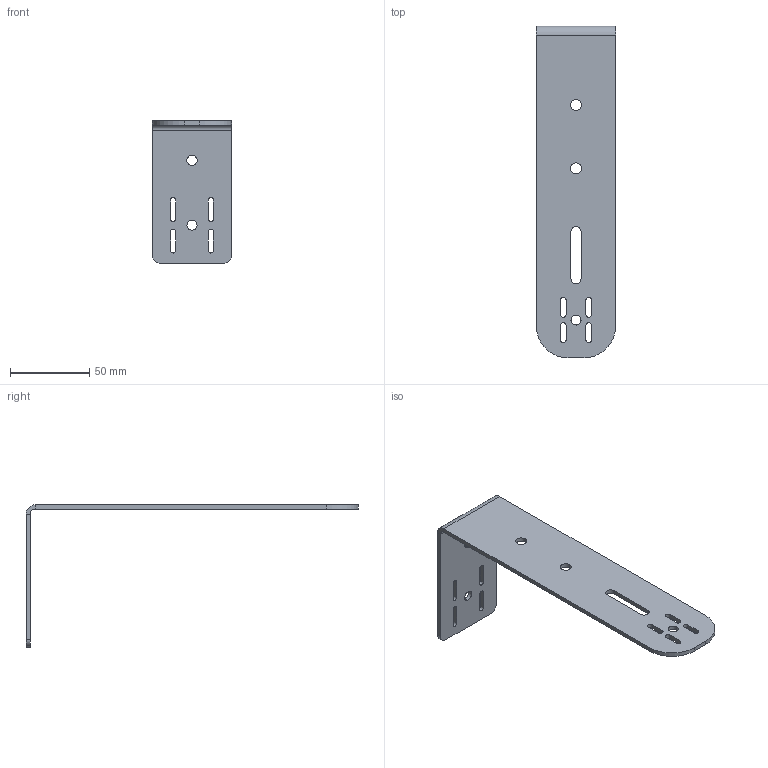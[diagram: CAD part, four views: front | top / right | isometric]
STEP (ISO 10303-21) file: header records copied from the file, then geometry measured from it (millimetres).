
FILE_DESCRIPTION (( 'STEP AP203' ), '1' );
FILE_NAME ('OUTER ENCODER MOUNT- PERMOBIL M3.STEP', '2023-06-05T19:36:48', ( '' ), ( '' ), 'SwSTEP 2.0', 'SolidWorks 2020', '' );
FILE_SCHEMA (( 'CONFIG_CONTROL_DESIGN' ));
Length unit declared in the file: millimetre
Products named in the file (1): OUTER ENCODER MOUNT- PERMOBIL M3
Bounding box: 50 x 210 x 90 mm (x, y, z)
Volume: 36781 mm3; surface area: 30624.9 mm2
Topology: 1 solids, 1 shells, 68 faces, 190 edges, 124 vertices
Faces by surface type: cylinder 38, plane 30
Entity records: 2339 total; most frequent: DIRECTION 404, CARTESIAN_POINT 383, ORIENTED_EDGE 380, EDGE_CURVE 190, AXIS2_PLACEMENT_3D 145, VERTEX_POINT 124, LINE 114, VECTOR 114
